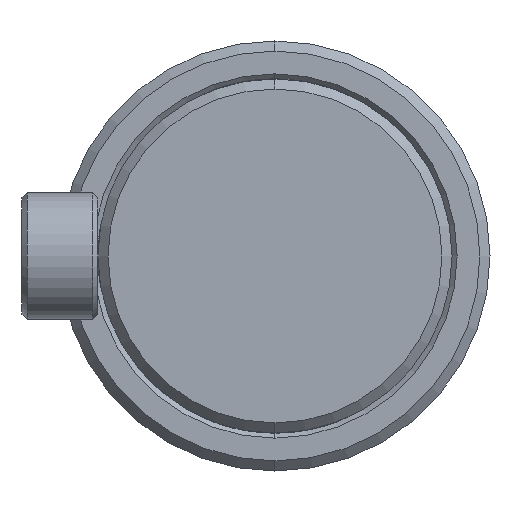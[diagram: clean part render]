
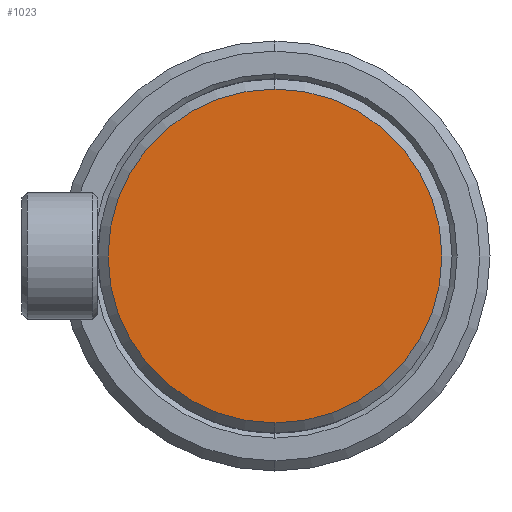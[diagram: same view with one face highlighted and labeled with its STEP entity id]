
A CAD part, left-side view. The second image highlights one B-rep face of the part: STEP entity #1023.
In plain terms, the highlighted planar face has unit normal (-1, 0, 0).
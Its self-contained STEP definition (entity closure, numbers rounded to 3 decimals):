
#2 = CARTESIAN_POINT ( 'NONE',  ( -53., 0., -33. ) ) ;
#24 = CARTESIAN_POINT ( 'NONE',  ( -53., 35., 0. ) ) ;
#134 = PLANE ( 'NONE',  #135 ) ;
#135 = AXIS2_PLACEMENT_3D ( 'NONE', #24, #2862, #1184 ) ;
#360 = CARTESIAN_POINT ( 'NONE',  ( -53., 0., 33. ) ) ;
#389 = DIRECTION ( 'NONE',  ( -1., 0., 0. ) ) ;
#609 = DIRECTION ( 'NONE',  ( -1., 0., 0. ) ) ;
#654 = AXIS2_PLACEMENT_3D ( 'NONE', #1863, #389, #2106 ) ;
#915 = CARTESIAN_POINT ( 'NONE',  ( -53., 0., 0. ) ) ;
#994 = FACE_OUTER_BOUND ( 'NONE', #2101, .T. ) ;
#1023 = ADVANCED_FACE ( 'NONE', ( #994 ), #134, .F. ) ;
#1027 = CIRCLE ( 'NONE', #2695, 33. ) ;
#1184 = DIRECTION ( 'NONE',  ( 0., 0., -1. ) ) ;
#1259 = CIRCLE ( 'NONE', #654, 33. ) ;
#1421 = ORIENTED_EDGE ( 'NONE', *, *, #1462, .T. ) ;
#1462 = EDGE_CURVE ( 'NONE', #1813, #2028, #1027, .T. ) ;
#1813 = VERTEX_POINT ( 'NONE', #2 ) ;
#1829 = DIRECTION ( 'NONE',  ( 0., 0., -1. ) ) ;
#1863 = CARTESIAN_POINT ( 'NONE',  ( -53., 0., 0. ) ) ;
#2028 = VERTEX_POINT ( 'NONE', #360 ) ;
#2101 = EDGE_LOOP ( 'NONE', ( #1421, #3000 ) ) ;
#2106 = DIRECTION ( 'NONE',  ( 0., 0., -1. ) ) ;
#2690 = EDGE_CURVE ( 'NONE', #2028, #1813, #1259, .T. ) ;
#2695 = AXIS2_PLACEMENT_3D ( 'NONE', #915, #609, #1829 ) ;
#2862 = DIRECTION ( 'NONE',  ( 1., 0., 0. ) ) ;
#3000 = ORIENTED_EDGE ( 'NONE', *, *, #2690, .T. ) ;
